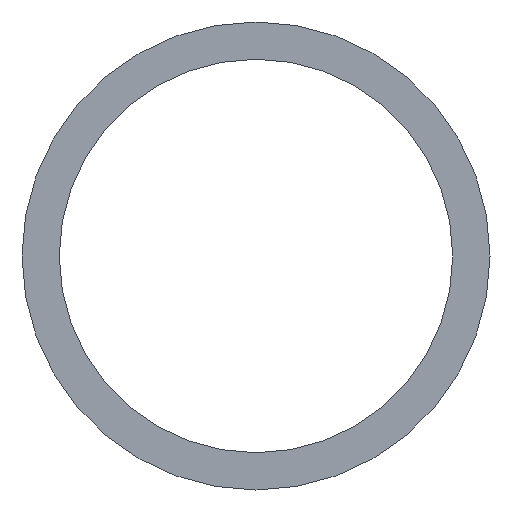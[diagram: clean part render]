
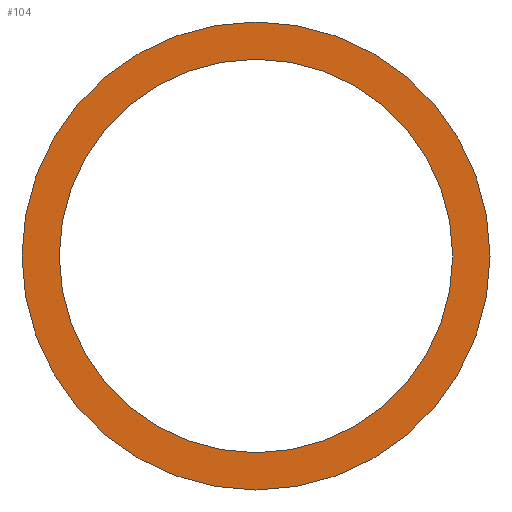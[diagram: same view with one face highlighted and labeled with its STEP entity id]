
A CAD part, front view. The second image highlights one B-rep face of the part: STEP entity #104.
In plain terms, the highlighted planar face has unit normal (0, -1, 0).
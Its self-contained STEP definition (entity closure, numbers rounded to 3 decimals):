
#28=FACE_BOUND('',#41,.T.);
#32=FACE_OUTER_BOUND('',#40,.T.);
#40=EDGE_LOOP('',(#81));
#41=EDGE_LOOP('',(#82));
#49=CIRCLE('',#136,125.5);
#50=CIRCLE('',#138,105.5);
#57=VERTEX_POINT('',#190);
#58=VERTEX_POINT('',#194);
#65=EDGE_CURVE('',#57,#57,#49,.T.);
#67=EDGE_CURVE('',#58,#58,#50,.T.);
#81=ORIENTED_EDGE('',*,*,#65,.T.);
#82=ORIENTED_EDGE('',*,*,#67,.T.);
#100=PLANE('',#137);
#104=ADVANCED_FACE('',(#32,#28),#100,.T.);
#136=AXIS2_PLACEMENT_3D('',#191,#157,#158);
#137=AXIS2_PLACEMENT_3D('',#193,#160,#161);
#138=AXIS2_PLACEMENT_3D('',#195,#162,#163);
#157=DIRECTION('center_axis',(0.,-1.,0.));
#158=DIRECTION('ref_axis',(1.,0.,0.));
#160=DIRECTION('center_axis',(0.,-1.,0.));
#161=DIRECTION('ref_axis',(0.,0.,-1.));
#162=DIRECTION('center_axis',(0.,1.,0.));
#163=DIRECTION('ref_axis',(-1.,0.,0.));
#190=CARTESIAN_POINT('',(-125.5,-2.,0.));
#191=CARTESIAN_POINT('Origin',(0.,-2.,0.));
#193=CARTESIAN_POINT('Origin',(0.,-2.,0.));
#194=CARTESIAN_POINT('',(105.5,-2.,0.));
#195=CARTESIAN_POINT('Origin',(0.,-2.,0.));
